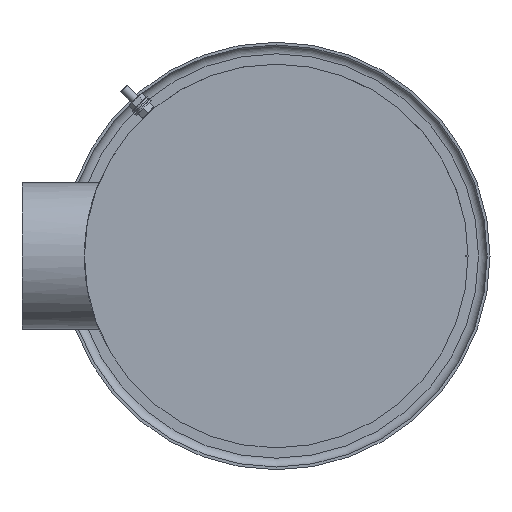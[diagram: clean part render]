
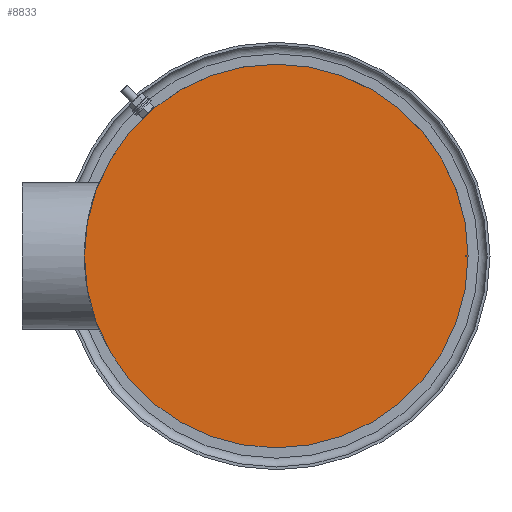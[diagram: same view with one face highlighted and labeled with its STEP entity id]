
A CAD part, front view. The second image highlights one B-rep face of the part: STEP entity #8833.
In plain terms, the highlighted planar face has unit normal (0, -1, 0).
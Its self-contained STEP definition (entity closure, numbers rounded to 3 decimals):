
#1008 = CARTESIAN_POINT ( 'NONE',  ( 83., 0., 0.05 ) ) ;
#2547 = DIRECTION ( 'NONE',  ( 1., 0., 0. ) ) ;
#3207 = LINE ( 'NONE', #18881, #21846 ) ;
#3280 = ORIENTED_EDGE ( 'NONE', *, *, #15409, .T. ) ;
#3373 = EDGE_CURVE ( 'NONE', #16446, #5415, #3207, .T. ) ;
#3461 = CIRCLE ( 'NONE', #8333, 81.85 ) ;
#4249 = DIRECTION ( 'NONE',  ( 0., 1., 0. ) ) ;
#4423 = ORIENTED_EDGE ( 'NONE', *, *, #3373, .T. ) ;
#4902 = VERTEX_POINT ( 'NONE', #1008 ) ;
#5415 = VERTEX_POINT ( 'NONE', #17632 ) ;
#6065 = CARTESIAN_POINT ( 'NONE',  ( 0., 0., 0. ) ) ;
#7491 = EDGE_LOOP ( 'NONE', ( #21842, #3280, #10628, #4423 ) ) ;
#8333 = AXIS2_PLACEMENT_3D ( 'NONE', #6065, #13176, #2547 ) ;
#8833 = ADVANCED_FACE ( 'NONE', ( #13302 ), #9706, .F. ) ;
#8880 = AXIS2_PLACEMENT_3D ( 'NONE', #16818, #20203, #13423 ) ;
#9009 = AXIS2_PLACEMENT_3D ( 'NONE', #20590, #4249, #10078 ) ;
#9706 = PLANE ( 'NONE',  #8880 ) ;
#10078 = DIRECTION ( 'NONE',  ( 0., 0., 1. ) ) ;
#10628 = ORIENTED_EDGE ( 'NONE', *, *, #21324, .F. ) ;
#10954 = EDGE_CURVE ( 'NONE', #11083, #5415, #3461, .T. ) ;
#11083 = VERTEX_POINT ( 'NONE', #19809 ) ;
#11225 = CIRCLE ( 'NONE', #9009, 83. ) ;
#11452 = DIRECTION ( 'NONE',  ( 1., 0., 0.001 ) ) ;
#13055 = VECTOR ( 'NONE', #11452, 1000. ) ;
#13176 = DIRECTION ( 'NONE',  ( 0., 1., 0. ) ) ;
#13213 = CARTESIAN_POINT ( 'NONE',  ( 81.8, 0., 0.049 ) ) ;
#13302 = FACE_OUTER_BOUND ( 'NONE', #7491, .T. ) ;
#13423 = DIRECTION ( 'NONE',  ( 1., 0., 0. ) ) ;
#15409 = EDGE_CURVE ( 'NONE', #11083, #4902, #20441, .T. ) ;
#15707 = DIRECTION ( 'NONE',  ( -1., 0., 0.001 ) ) ;
#16446 = VERTEX_POINT ( 'NONE', #19359 ) ;
#16818 = CARTESIAN_POINT ( 'NONE',  ( 0., 0., 0. ) ) ;
#17632 = CARTESIAN_POINT ( 'NONE',  ( 81.85, 0., -0.049 ) ) ;
#18881 = CARTESIAN_POINT ( 'NONE',  ( 83., 0., -0.05 ) ) ;
#19359 = CARTESIAN_POINT ( 'NONE',  ( 83., 0., -0.05 ) ) ;
#19809 = CARTESIAN_POINT ( 'NONE',  ( 81.85, 0., 0.049 ) ) ;
#20203 = DIRECTION ( 'NONE',  ( 0., 1., 0. ) ) ;
#20441 = LINE ( 'NONE', #13213, #13055 ) ;
#20590 = CARTESIAN_POINT ( 'NONE',  ( 0., 0., 0. ) ) ;
#21324 = EDGE_CURVE ( 'NONE', #16446, #4902, #11225, .T. ) ;
#21842 = ORIENTED_EDGE ( 'NONE', *, *, #10954, .F. ) ;
#21846 = VECTOR ( 'NONE', #15707, 1000. ) ;
